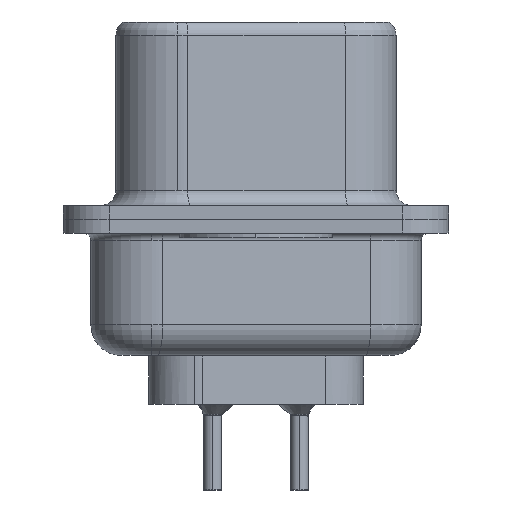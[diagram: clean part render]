
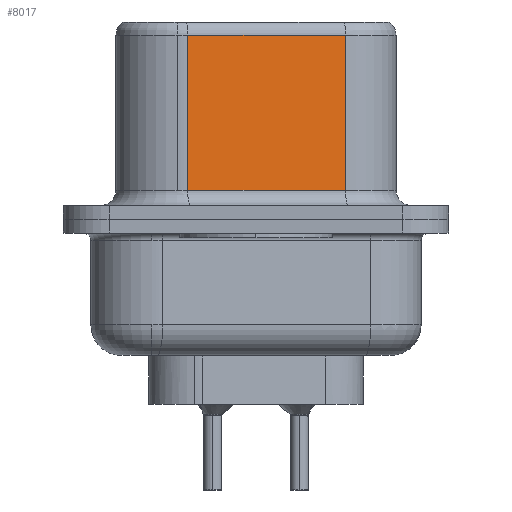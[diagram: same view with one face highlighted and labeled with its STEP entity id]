
A CAD part, left-side view. The second image highlights one B-rep face of the part: STEP entity #8017.
In plain terms, the highlighted planar face has unit normal (-0.985, -0.174, 0).
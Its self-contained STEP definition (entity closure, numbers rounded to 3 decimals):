
#259 = CARTESIAN_POINT ( 'NONE',  ( 4.575, -2.927, 6.52 ) ) ;
#591 = CARTESIAN_POINT ( 'NONE',  ( 4.575, -2.927, 6.02 ) ) ;
#769 = VECTOR ( 'NONE', #12514, 1000. ) ;
#1793 = DIRECTION ( 'NONE',  ( 0.985, 0.174, 0. ) ) ;
#1934 = CARTESIAN_POINT ( 'NONE',  ( 3.665, 2.233, 0.95 ) ) ;
#3225 = VECTOR ( 'NONE', #13504, 1000. ) ;
#3297 = LINE ( 'NONE', #7880, #7245 ) ;
#4791 = LINE ( 'NONE', #7956, #769 ) ;
#4865 = DIRECTION ( 'NONE',  ( 0.174, -0.985, 0. ) ) ;
#5013 = VERTEX_POINT ( 'NONE', #15547 ) ;
#5193 = ORIENTED_EDGE ( 'NONE', *, *, #11361, .T. ) ;
#5625 = EDGE_CURVE ( 'NONE', #5013, #16292, #19207, .T. ) ;
#7065 = VECTOR ( 'NONE', #4865, 1000. ) ;
#7245 = VECTOR ( 'NONE', #16901, 1000. ) ;
#7457 = VERTEX_POINT ( 'NONE', #1934 ) ;
#7720 = VERTEX_POINT ( 'NONE', #16141 ) ;
#7880 = CARTESIAN_POINT ( 'NONE',  ( 4.575, -2.927, 6.52 ) ) ;
#7956 = CARTESIAN_POINT ( 'NONE',  ( 3.665, 2.233, 6.52 ) ) ;
#8017 = ADVANCED_FACE ( 'NONE', ( #18236 ), #9293, .F. ) ;
#9293 = PLANE ( 'NONE',  #11344 ) ;
#9981 = ORIENTED_EDGE ( 'NONE', *, *, #15322, .F. ) ;
#11344 = AXIS2_PLACEMENT_3D ( 'NONE', #259, #1793, #12337 ) ;
#11361 = EDGE_CURVE ( 'NONE', #16292, #7457, #4791, .T. ) ;
#12148 = EDGE_LOOP ( 'NONE', ( #9981, #17759, #5193, #17296 ) ) ;
#12337 = DIRECTION ( 'NONE',  ( -0.174, 0.985, 0. ) ) ;
#12514 = DIRECTION ( 'NONE',  ( 0., 0., -1. ) ) ;
#13504 = DIRECTION ( 'NONE',  ( -0.174, 0.985, 0. ) ) ;
#13520 = EDGE_CURVE ( 'NONE', #7457, #7720, #19097, .T. ) ;
#15306 = CARTESIAN_POINT ( 'NONE',  ( 4.575, -2.927, 0.95 ) ) ;
#15322 = EDGE_CURVE ( 'NONE', #5013, #7720, #3297, .T. ) ;
#15547 = CARTESIAN_POINT ( 'NONE',  ( 4.575, -2.927, 6.02 ) ) ;
#16141 = CARTESIAN_POINT ( 'NONE',  ( 4.575, -2.927, 0.95 ) ) ;
#16292 = VERTEX_POINT ( 'NONE', #19298 ) ;
#16901 = DIRECTION ( 'NONE',  ( 0., 0., -1. ) ) ;
#17296 = ORIENTED_EDGE ( 'NONE', *, *, #13520, .T. ) ;
#17759 = ORIENTED_EDGE ( 'NONE', *, *, #5625, .T. ) ;
#18236 = FACE_OUTER_BOUND ( 'NONE', #12148, .T. ) ;
#19097 = LINE ( 'NONE', #15306, #7065 ) ;
#19207 = LINE ( 'NONE', #591, #3225 ) ;
#19298 = CARTESIAN_POINT ( 'NONE',  ( 3.665, 2.233, 6.02 ) ) ;
